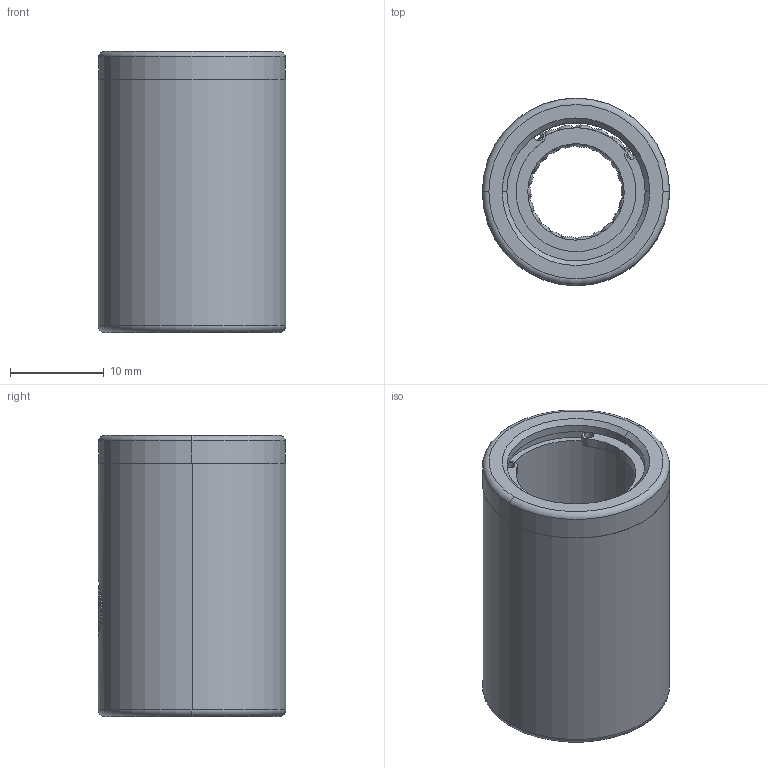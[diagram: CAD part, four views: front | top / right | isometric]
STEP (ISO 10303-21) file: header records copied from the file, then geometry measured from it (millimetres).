
FILE_DESCRIPTION (( 'STEP AP214' ), '1' );
FILE_NAME ('GBB-d10.STEP', '2021-08-07T00:50:58', ( 'User' ), ( 'china' ), 'SwSTEP 2.0', 'SolidWorks 2016', '' );
FILE_SCHEMA (( 'AUTOMOTIVE_DESIGN' ));
Length unit declared in the file: millimetre
Products named in the file (6): GBB囀縐D10; GBB-D20-L30-; BSH紩杶-d10--; BALL-D3; GBB-d10
Assembly tree (60 placements, depth 3):
  GBB-d10
    GBB-D20-L30-
    GBB囀縐D10  x2
    BSH紩杶-d10--
      BSH紩杶-d10--
      BALL-D3  x55
Bounding box: 20 x 20 x 30 mm (x, y, z)
Volume: 5320.2 mm3; surface area: 6782.5 mm2
Topology: 59 solids, 59 shells, 305 faces, 1222 edges, 812 vertices
Faces by surface type: sphere 220, cylinder 56, plane 21, cone 4, torus 4
Entity records: 10303 total; most frequent: CARTESIAN_POINT 5001, ORIENTED_EDGE 1050, DIRECTION 943, EDGE_CURVE 525, AXIS2_PLACEMENT_3D 436, VERTEX_POINT 348, EDGE_LOOP 297, B_SPLINE_CURVE_WITH_KNOTS 260
